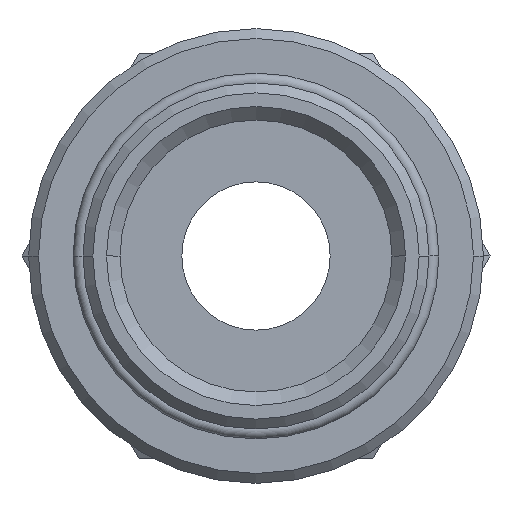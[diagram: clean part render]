
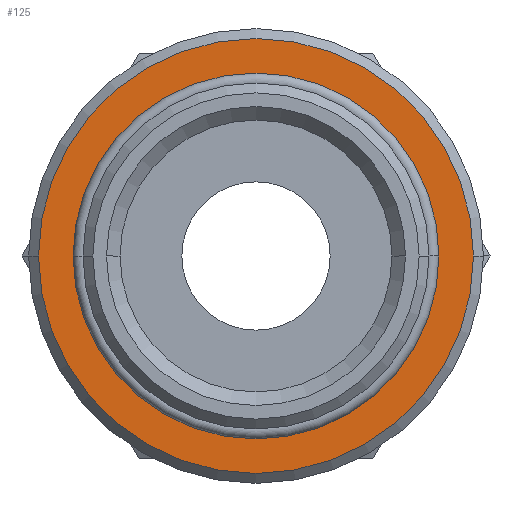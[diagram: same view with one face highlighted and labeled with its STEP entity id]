
A CAD part, front view. The second image highlights one B-rep face of the part: STEP entity #125.
In plain terms, the highlighted planar face has unit normal (0, -1, 0).
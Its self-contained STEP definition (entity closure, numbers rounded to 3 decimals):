
#125=ADVANCED_FACE('',(#288,#289),#290,.T.);
#288=FACE_OUTER_BOUND('',#493,.T.);
#289=FACE_BOUND('',#494,.T.);
#290=PLANE('',#495);
#493=EDGE_LOOP('',(#783,#784));
#494=EDGE_LOOP('',(#785,#786));
#495=AXIS2_PLACEMENT_3D('',#787,#788,#789);
#783=ORIENTED_EDGE('',*,*,#1229,.F.);
#784=ORIENTED_EDGE('',*,*,#1197,.F.);
#785=ORIENTED_EDGE('',*,*,#1230,.T.);
#786=ORIENTED_EDGE('',*,*,#1231,.T.);
#787=CARTESIAN_POINT('',(19.75,10.0,0.0));
#788=DIRECTION('',(0.,-1.0,0.0));
#789=DIRECTION('',(-1.0,0.,-0.0));
#1197=EDGE_CURVE('',#1428,#1426,#1430,.T.);
#1229=EDGE_CURVE('',#1426,#1428,#1475,.T.);
#1230=EDGE_CURVE('',#1476,#1477,#1478,.T.);
#1231=EDGE_CURVE('',#1477,#1476,#1479,.T.);
#1426=VERTEX_POINT('',#1799);
#1428=VERTEX_POINT('',#1802);
#1430=CIRCLE('',#1805,22.0);
#1475=CIRCLE('',#1918,22.0);
#1476=VERTEX_POINT('',#1919);
#1477=VERTEX_POINT('',#1920);
#1478=CIRCLE('',#1921,17.5);
#1479=CIRCLE('',#1922,17.5);
#1799=CARTESIAN_POINT('',(22.0,10.0,0.0));
#1802=CARTESIAN_POINT('',(-22.0,10.0,0.));
#1805=AXIS2_PLACEMENT_3D('',#2241,#2242,#2243);
#1918=AXIS2_PLACEMENT_3D('',#2288,#2289,#2290);
#1919=CARTESIAN_POINT('',(17.5,10.0,0.0));
#1920=CARTESIAN_POINT('',(-17.5,10.0,0.));
#1921=AXIS2_PLACEMENT_3D('',#2291,#2292,#2293);
#1922=AXIS2_PLACEMENT_3D('',#2294,#2295,#2296);
#2241=CARTESIAN_POINT('',(0.0,10.0,0.0));
#2242=DIRECTION('',(-0.0,1.0,0.0));
#2243=DIRECTION('',(1.0,0.0,0.0));
#2288=CARTESIAN_POINT('',(0.0,10.0,0.0));
#2289=DIRECTION('',(-0.0,1.0,0.0));
#2290=DIRECTION('',(1.0,0.0,0.0));
#2291=CARTESIAN_POINT('',(0.0,10.0,0.0));
#2292=DIRECTION('',(-0.0,1.0,0.0));
#2293=DIRECTION('',(1.0,0.0,0.0));
#2294=CARTESIAN_POINT('',(0.0,10.0,0.0));
#2295=DIRECTION('',(-0.0,1.0,0.0));
#2296=DIRECTION('',(1.0,0.0,0.0));
